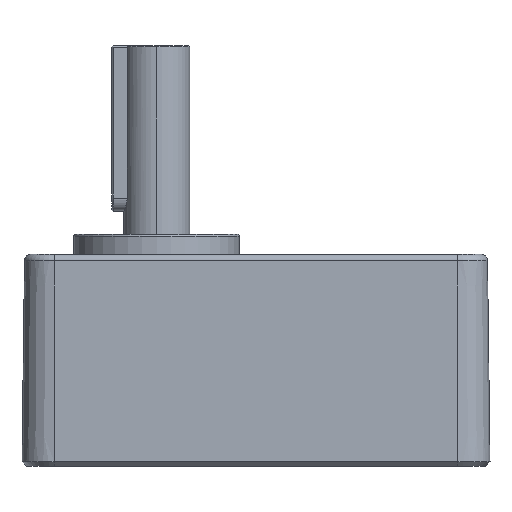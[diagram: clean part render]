
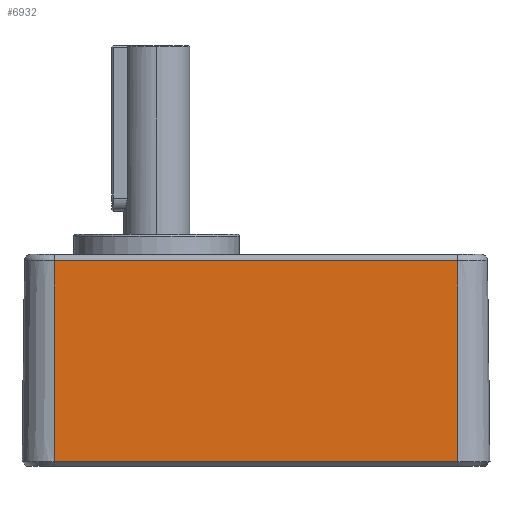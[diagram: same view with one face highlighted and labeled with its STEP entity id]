
A CAD part, left-side view. The second image highlights one B-rep face of the part: STEP entity #6932.
In plain terms, the highlighted face is planar.
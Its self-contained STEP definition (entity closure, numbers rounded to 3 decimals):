
#6856 = ORIENTED_EDGE ( 'NONE', *, *, #6931, .F. ) ;
#6857 = EDGE_CURVE ( 'NONE', #6871, #6860, #12480, .T. ) ;
#6860 = VERTEX_POINT ( 'NONE', #12479 ) ;
#6862 = VERTEX_POINT ( 'NONE', #12481 ) ;
#6868 = EDGE_CURVE ( 'NONE', #6860, #6862, #12515, .T. ) ;
#6871 = VERTEX_POINT ( 'NONE', #12507 ) ;
#6872 = EDGE_CURVE ( 'NONE', #6862, #6935, #12511, .T. ) ;
#6894 = ORIENTED_EDGE ( 'NONE', *, *, #6872, .T. ) ;
#6931 = EDGE_CURVE ( 'NONE', #6871, #6935, #12642, .T. ) ;
#6932 = ADVANCED_FACE ( 'NONE', ( #12636 ), #12635, .T. ) ;
#6933 = EDGE_LOOP ( 'NONE', ( #6934, #6894, #6856, #6936 ) ) ;
#6934 = ORIENTED_EDGE ( 'NONE', *, *, #6868, .T. ) ;
#6935 = VERTEX_POINT ( 'NONE', #12643 ) ;
#6936 = ORIENTED_EDGE ( 'NONE', *, *, #6857, .T. ) ;
#12467 = DIRECTION ( 'NONE',  ( 0., 0., 1. ) ) ;
#12468 = VECTOR ( 'NONE', #12467, 1000. ) ;
#12469 = CARTESIAN_POINT ( 'NONE',  ( 34.942, 41.612, 30.45 ) ) ;
#12479 = CARTESIAN_POINT ( 'NONE',  ( 34.942, 41.612, 30.45 ) ) ;
#12480 = LINE ( 'NONE', #12469, #12468 ) ;
#12481 = CARTESIAN_POINT ( 'NONE',  ( 35.312, 11.292, 30.45 ) ) ;
#12496 = DIRECTION ( 'NONE',  ( 0., 0., -1. ) ) ;
#12497 = VECTOR ( 'NONE', #12496, 1000. ) ;
#12505 = DIRECTION ( 'NONE',  ( 0.012, -1., 0. ) ) ;
#12506 = VECTOR ( 'NONE', #12505, 1000. ) ;
#12507 = CARTESIAN_POINT ( 'NONE',  ( 34.942, 41.612, -30.45 ) ) ;
#12510 = CARTESIAN_POINT ( 'NONE',  ( 35.312, 11.292, -30.45 ) ) ;
#12511 = LINE ( 'NONE', #12510, #12497 ) ;
#12514 = CARTESIAN_POINT ( 'NONE',  ( 35.45, 0., 30.45 ) ) ;
#12515 = LINE ( 'NONE', #12514, #12506 ) ;
#12627 = DIRECTION ( 'NONE',  ( -0.012, 1., 0. ) ) ;
#12632 = DIRECTION ( 'NONE',  ( 0.012, -1., 0. ) ) ;
#12633 = VECTOR ( 'NONE', #12632, 1000. ) ;
#12634 = CARTESIAN_POINT ( 'NONE',  ( 35.45, 0., -30.45 ) ) ;
#12635 = PLANE ( 'NONE',  #12645 ) ;
#12636 = FACE_OUTER_BOUND ( 'NONE', #6933, .T. ) ;
#12642 = LINE ( 'NONE', #12644, #12633 ) ;
#12643 = CARTESIAN_POINT ( 'NONE',  ( 35.312, 11.292, -30.45 ) ) ;
#12644 = CARTESIAN_POINT ( 'NONE',  ( 35.45, 0., -30.45 ) ) ;
#12645 = AXIS2_PLACEMENT_3D ( 'NONE', #12634, #12649, #12627 ) ;
#12649 = DIRECTION ( 'NONE',  ( 1., 0.012, 0. ) ) ;
